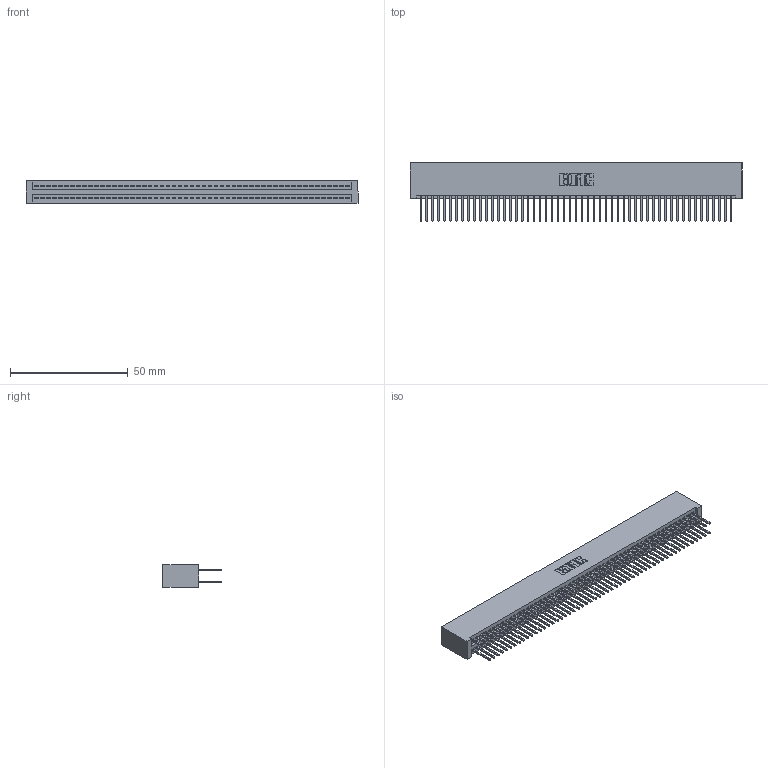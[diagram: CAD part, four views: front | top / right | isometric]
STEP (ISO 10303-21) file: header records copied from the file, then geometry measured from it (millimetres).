
FILE_DESCRIPTION (( 'STEP AP203' ), '1' );
FILE_NAME ('395-106-523-201.STEP', '2018-11-30T15:38:41', ( '' ), ( '' ), 'SwSTEP 2.0', 'SolidWorks 2016', '' );
FILE_SCHEMA (( 'CONFIG_CONTROL_DESIGN' ));
Length unit declared in the file: inch
Products named in the file (3): 345 Part_No Mounting Lugs; 345-292-001_345-293-123; 395-106-523-201
Assembly tree (107 placements, depth 2):
  395-106-523-201
    345 Part_No Mounting Lugs
    345-292-001_345-293-123  x106
Bounding box: 141.22 x 24.82 x 9.4 mm (x, y, z)
Volume: 14654 mm3; surface area: 23151.9 mm2
Topology: 107 solids, 107 shells, 5418 faces, 16111 edges, 10598 vertices
Faces by surface type: plane 3574, cylinder 1844
Entity records: 39845 total; most frequent: CARTESIAN_POINT 6668, ORIENTED_EDGE 6602, DIRECTION 5861, EDGE_CURVE 3301, LINE 2965, VECTOR 2965, VERTEX_POINT 2198, AXIS2_PLACEMENT_3D 1448
